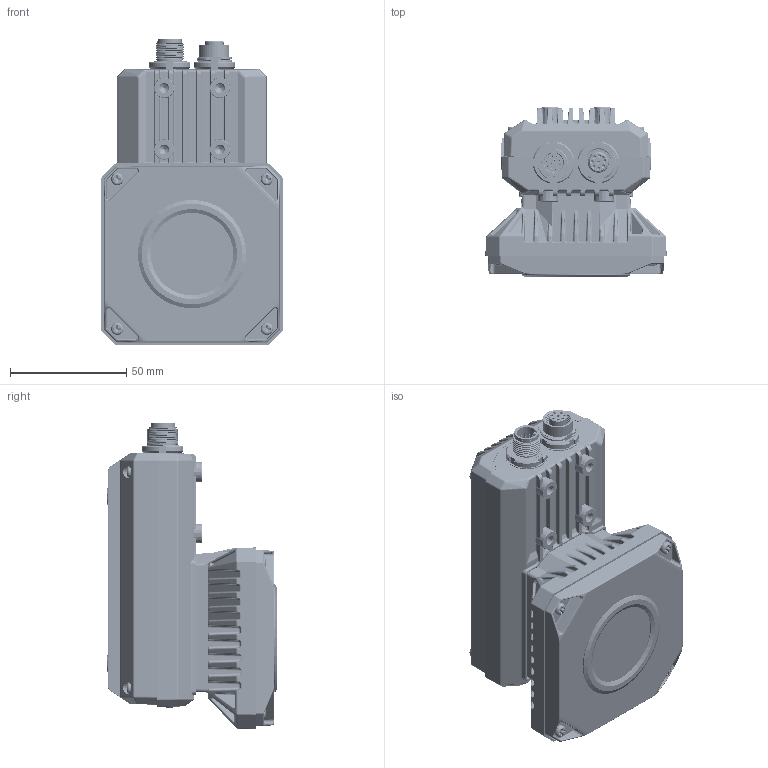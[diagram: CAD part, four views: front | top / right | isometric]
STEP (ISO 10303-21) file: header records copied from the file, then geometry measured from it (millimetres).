
FILE_DESCRIPTION((''),'2;1');
FILE_NAME('ID5000_ASM','2019-10-17T15:58:41',('liudeting'),(''),'CREO PARAMETRIC BY PTC INC, 2017260','CREO PARAMETRIC BY PTC INC, 2017260','');
FILE_SCHEMA(('CONFIG_CONTROL_DESIGN','SHAPE_APPEARANCE_LAYERS_GROUPS'));
Products named in the file (44): DE-13-000120_18_1_1; DE-13-000122_3_1_1; DE-13-000127_1; L102-M12-Z08A11F_2_1_1; L102-M12-Z12A23C_2_1_1_1; L102-M12-Z12A23C_2_2_1_1; L102-M12-Z12A23C_2_3_1_1; L102-M12-Z12A23C_2_4_1_1; L102-M12-Z12A23C_2_5_1_1; L102-M12-Z12A23C_2_6_1_1; L102-M12-Z12A23C_2_7_1_1; L102-M12-Z12A23C_2_8_1_1; L102-M12-Z12A23C_2_9_1_1; L102-M12-Z12A23C_2_10_1_1; L102-M12-Z12A23C_2_11_1_1; L102-M12-Z12A23C_2_12_1_1; L102-M12-Z12A23C_2_13_1_1; L102-M12-Z12A23C_2_14_1_1; L102-M12-Z12A23C_2_15_1_1; L102-M12-Z12A23C_2_16_1_1; L102-M12-Z12A23C_2_17_1_1; L102-M12-Z12A23C_2_18_1_1; L102-M12-Z12A23C_2_19_1_1; L102-M12-Z12A23C_2_20_1_1; L102-M12-Z12A23C_2_21_1_1; L102-M12-Z12A23C_2_22_1_1; L102-M12-Z12A23C_2_23_1_1; L102-M12-Z12A23C_2_24_1_1; L102-M12-Z12A23C_2_25_1_1; L102-M12-Z12A23C_2_26_1_1; L102-M12-Z12A23C_2_ASM_1_ASM_1_ASM; 349-PCB_FPC_ASM_3_ASM_1_ASM_1_ASM; DE-12-000277_2_1_1; DE-14-001778_9_1_1; DE-18-000009_2_1_1; DE-20-000141_ASM_6_ASM_1_ASM_1_ASM; DE-20-000142_ASM_10_ASM_1_ASM_1_ASM; SC-PM3X7_5L4-SUS_2_1_1; M12-LED-ASM_ASM_46_ASM_1_ASM_1_ASM; M1906176_2_1_1 ...
Assembly tree (50 placements, depth 5):
  ID5000_ASM
    DE-13-000120_18_1_1
    DE-13-000122_3_1_1
    DE-13-000127_1
    349-PCB_FPC_ASM_3_ASM_1_ASM_1_ASM
      L102-M12-Z08A11F_2_1_1
      L102-M12-Z12A23C_2_ASM_1_ASM_1_ASM
        L102-M12-Z12A23C_2_1_1_1
        L102-M12-Z12A23C_2_2_1_1
        L102-M12-Z12A23C_2_3_1_1
        L102-M12-Z12A23C_2_4_1_1
        L102-M12-Z12A23C_2_5_1_1
        L102-M12-Z12A23C_2_6_1_1
        L102-M12-Z12A23C_2_7_1_1
        L102-M12-Z12A23C_2_8_1_1
        L102-M12-Z12A23C_2_9_1_1
        L102-M12-Z12A23C_2_10_1_1
        L102-M12-Z12A23C_2_11_1_1
        L102-M12-Z12A23C_2_12_1_1
        L102-M12-Z12A23C_2_13_1_1
        L102-M12-Z12A23C_2_14_1_1
        L102-M12-Z12A23C_2_15_1_1
        L102-M12-Z12A23C_2_16_1_1
        L102-M12-Z12A23C_2_17_1_1
        L102-M12-Z12A23C_2_18_1_1
        L102-M12-Z12A23C_2_19_1_1
        L102-M12-Z12A23C_2_20_1_1
        L102-M12-Z12A23C_2_21_1_1
        L102-M12-Z12A23C_2_22_1_1
        L102-M12-Z12A23C_2_23_1_1
        L102-M12-Z12A23C_2_24_1_1
        L102-M12-Z12A23C_2_25_1_1
        L102-M12-Z12A23C_2_26_1_1
    M12-LED-ASM_ASM_46_ASM_1_ASM_1_ASM
      DE-20-000142_ASM_10_ASM_1_ASM_1_ASM
        DE-12-000277_2_1_1
        DE-20-000141_ASM_6_ASM_1_ASM_1_ASM
          DE-14-001778_9_1_1
          DE-18-000009_2_1_1
      SC-PM3X7_5L4-SUS_2_1_1  x4
    DAOGUANGZHUZUJIAN-01_ASM_3_ASM__ASM
      M1906176_2_1_1
    SC-P0M2_5X6-BNI-GB818_2_1_1  x4
    YUANLUOMU  x2
Bounding box: 78 x 73.2 x 131.6 mm (x, y, z)
Volume: 391823.9 mm3; surface area: 110126.7 mm2
Topology: 49 solids, 62 shells, 5211 faces, 13174 edges, 8003 vertices
Faces by surface type: cylinder 2042, plane 1332, bspline 940, cone 375, torus 361, sphere 160, extrusion 1
Entity records: 222742 total; most frequent: CARTESIAN_POINT 113396, ORIENTED_EDGE 23878, DIRECTION 20992, EDGE_CURVE 11944, AXIS2_PLACEMENT_3D 8186, VERTEX_POINT 7352, EDGE_LOOP 5072, FACE_OUTER_BOUND 4814
